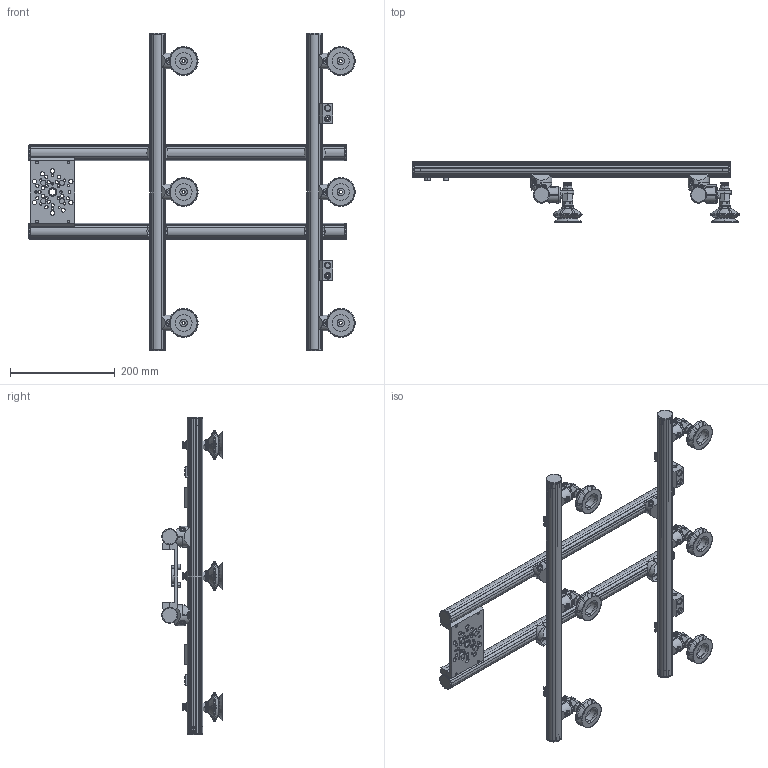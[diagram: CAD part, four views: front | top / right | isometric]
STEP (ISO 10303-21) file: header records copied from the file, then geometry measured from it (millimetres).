
FILE_DESCRIPTION (( 'STEP AP203' ), '1' );
FILE_NAME ('10.01.49.00091.step', '2022-11-07T19:11:07', ( '' ), ( '' ), 'SwSTEP 2.0', 'SolidWorks 2021', '' );
FILE_SCHEMA (( 'CONFIG_CONTROL_DESIGN' ));
Length unit declared in the file: inch
Products named in the file (9): 25.09.06.00123; 10.01.49.00091; 25.09.06.00131; 10.01.49.00026; 10.01.49.00039; 10.01.49.00092_600; 10.01.06.03500; 25.09.06.00119; 25.09.06.00120
Assembly tree (35 placements, depth 2):
  10.01.49.00091
    10.01.49.00026
    10.01.49.00092_600  x4
    25.09.06.00123  x4
    10.01.49.00039  x6
    10.01.06.03500  x6
    25.09.06.00119  x8
    25.09.06.00120  x4
    25.09.06.00131  x2
Bounding box: 622.97 x 115.21 x 606 mm (x, y, z)
Volume: 1075144.5 mm3; surface area: 800794.1 mm2
Topology: 120 solids, 120 shells, 4233 faces, 10614 edges, 6784 vertices
Faces by surface type: plane 1811, cylinder 1500, bspline 588, cone 318, torus 16
Entity records: 39863 total; most frequent: CARTESIAN_POINT 11972, DIRECTION 5472, ORIENTED_EDGE 5452, EDGE_CURVE 2726, AXIS2_PLACEMENT_3D 2014, VERTEX_POINT 1768, LINE 1444, VECTOR 1444
